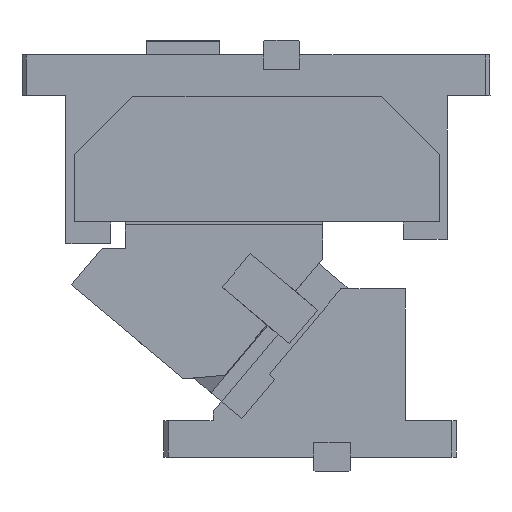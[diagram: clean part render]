
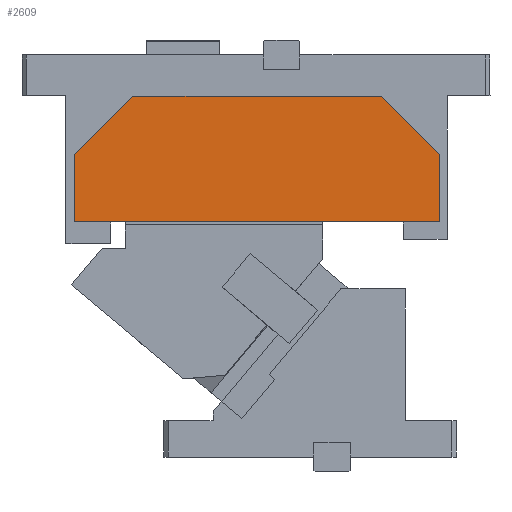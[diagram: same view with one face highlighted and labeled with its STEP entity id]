
A CAD part, left-side view. The second image highlights one B-rep face of the part: STEP entity #2609.
In plain terms, the highlighted planar face has unit normal (-1, 0, 0).
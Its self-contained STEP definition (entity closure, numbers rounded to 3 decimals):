
#1647=CARTESIAN_POINT('Vertex',(457.654,523.014,-28.218)) ;
#1650=CARTESIAN_POINT('Line Origine',(457.654,503.014,-48.218)) ;
#1654=CARTESIAN_POINT('Vertex',(457.654,483.014,-68.218)) ;
#1681=CARTESIAN_POINT('Line Origine',(457.654,483.014,-91.218)) ;
#1685=CARTESIAN_POINT('Vertex',(457.654,483.014,-114.218)) ;
#1705=CARTESIAN_POINT('Line Origine',(457.654,713.014,-48.218)) ;
#1709=CARTESIAN_POINT('Vertex',(457.654,733.014,-68.218)) ;
#1711=CARTESIAN_POINT('Vertex',(457.654,693.014,-28.218)) ;
#1756=CARTESIAN_POINT('Vertex',(457.654,733.014,-114.218)) ;
#1759=CARTESIAN_POINT('Line Origine',(457.654,733.014,-91.218)) ;
#1804=CARTESIAN_POINT('Line Origine',(457.654,608.014,-114.218)) ;
#2584=CARTESIAN_POINT('Line Origine',(457.654,608.014,-28.218)) ;
#2596=CARTESIAN_POINT('Axis2P3D Location',(457.654,733.014,-114.218)) ;
#1651=DIRECTION('Vector Direction',(0.,-0.707,-0.707)) ;
#1682=DIRECTION('Vector Direction',(0.,0.,1.)) ;
#1706=DIRECTION('Vector Direction',(0.,-0.707,0.707)) ;
#1760=DIRECTION('Vector Direction',(0.,0.,-1.)) ;
#1805=DIRECTION('Vector Direction',(0.,-1.,0.)) ;
#2585=DIRECTION('Vector Direction',(0.,-1.,0.)) ;
#2597=DIRECTION('Axis2P3D Direction',(-1.,0.,0.)) ;
#2598=DIRECTION('Axis2P3D XDirection',(0.,-0.643,0.766)) ;
#2599=AXIS2_PLACEMENT_3D('Plane Axis2P3D',#2596,#2597,#2598) ;
#2602=ORIENTED_EDGE('',*,*,#1713,.F.) ;
#2603=ORIENTED_EDGE('',*,*,#1763,.T.) ;
#2604=ORIENTED_EDGE('',*,*,#1808,.T.) ;
#2605=ORIENTED_EDGE('',*,*,#1687,.T.) ;
#2606=ORIENTED_EDGE('',*,*,#1656,.F.) ;
#2607=ORIENTED_EDGE('',*,*,#2588,.F.) ;
#1652=VECTOR('Line Direction',#1651,1.) ;
#1683=VECTOR('Line Direction',#1682,1.) ;
#1707=VECTOR('Line Direction',#1706,1.) ;
#1761=VECTOR('Line Direction',#1760,1.) ;
#1806=VECTOR('Line Direction',#1805,1.) ;
#2586=VECTOR('Line Direction',#2585,1.) ;
#2609=ADVANCED_FACE('CAM HOLDER',(#2608),#2600,.T.) ;
#1656=EDGE_CURVE('',#1648,#1655,#1653,.T.) ;
#1687=EDGE_CURVE('',#1686,#1655,#1684,.T.) ;
#1713=EDGE_CURVE('',#1710,#1712,#1708,.T.) ;
#1763=EDGE_CURVE('',#1710,#1757,#1762,.T.) ;
#1808=EDGE_CURVE('',#1757,#1686,#1807,.T.) ;
#2588=EDGE_CURVE('',#1712,#1648,#2587,.T.) ;
#2601=EDGE_LOOP('',(#2602,#2603,#2604,#2605,#2606,#2607)) ;
#2608=FACE_OUTER_BOUND('',#2601,.T.) ;
#1653=LINE('Line',#1650,#1652) ;
#1684=LINE('Line',#1681,#1683) ;
#1708=LINE('Line',#1705,#1707) ;
#1762=LINE('Line',#1759,#1761) ;
#1807=LINE('Line',#1804,#1806) ;
#2587=LINE('Line',#2584,#2586) ;
#2600=PLANE('Plane',#2599) ;
#1648=VERTEX_POINT('',#1647) ;
#1655=VERTEX_POINT('',#1654) ;
#1686=VERTEX_POINT('',#1685) ;
#1710=VERTEX_POINT('',#1709) ;
#1712=VERTEX_POINT('',#1711) ;
#1757=VERTEX_POINT('',#1756) ;
